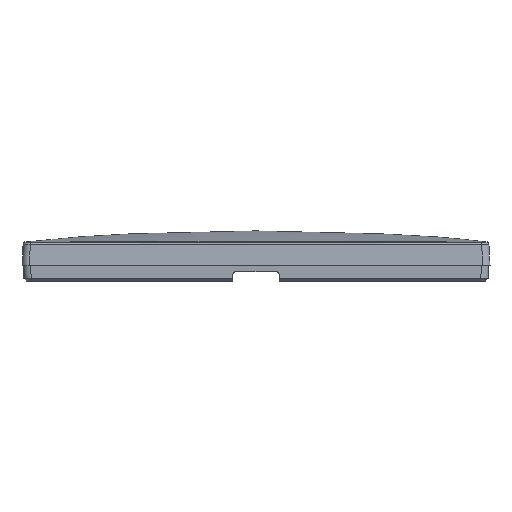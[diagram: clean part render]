
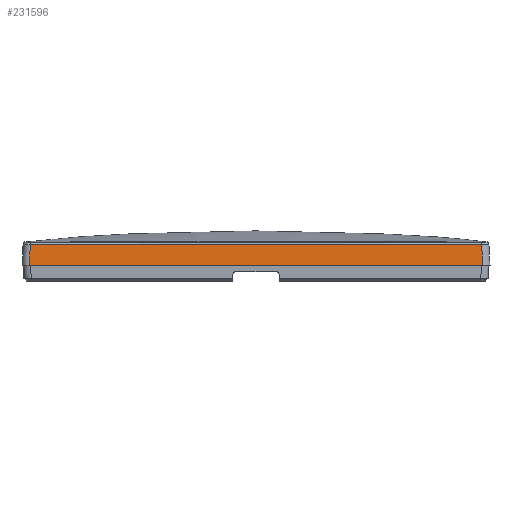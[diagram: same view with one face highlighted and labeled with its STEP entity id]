
A CAD part, left-side view. The second image highlights one B-rep face of the part: STEP entity #231596.
In plain terms, the highlighted planar face has unit normal (-0.999, 0, 0.052).
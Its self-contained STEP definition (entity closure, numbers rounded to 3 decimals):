
#231577=AXIS2_PLACEMENT_3D('Plane Axis2P3D',#231574,#231575,#231576) ;
#230407=CARTESIAN_POINT('Vertex',(63.235,214.907,143.267)) ;
#230607=CARTESIAN_POINT('Control Point',(63.235,128.125,143.267)) ;
#230608=CARTESIAN_POINT('Control Point',(63.235,129.17,143.271)) ;
#230609=CARTESIAN_POINT('Control Point',(63.235,130.214,143.275)) ;
#230610=CARTESIAN_POINT('Control Point',(63.235,131.259,143.279)) ;
#230611=CARTESIAN_POINT('Control Point',(63.236,133.543,143.287)) ;
#230612=CARTESIAN_POINT('Control Point',(63.236,135.826,143.294)) ;
#230613=CARTESIAN_POINT('Control Point',(63.236,137.143,143.298)) ;
#230614=CARTESIAN_POINT('Control Point',(63.237,139.633,143.304)) ;
#230615=CARTESIAN_POINT('Control Point',(63.237,142.123,143.31)) ;
#230616=CARTESIAN_POINT('Control Point',(63.237,143.393,143.314)) ;
#230617=CARTESIAN_POINT('Control Point',(63.237,145.916,143.319)) ;
#230618=CARTESIAN_POINT('Control Point',(63.238,148.439,143.325)) ;
#230619=CARTESIAN_POINT('Control Point',(63.238,149.625,143.327)) ;
#230620=CARTESIAN_POINT('Control Point',(63.238,155.965,143.338)) ;
#230621=CARTESIAN_POINT('Control Point',(63.239,162.304,143.343)) ;
#230622=CARTESIAN_POINT('Control Point',(63.239,167.13,143.346)) ;
#230623=CARTESIAN_POINT('Control Point',(63.239,174.696,143.347)) ;
#230624=CARTESIAN_POINT('Control Point',(63.238,182.262,143.341)) ;
#230625=CARTESIAN_POINT('Control Point',(63.238,184.816,143.339)) ;
#230626=CARTESIAN_POINT('Control Point',(63.238,189.83,143.333)) ;
#230627=CARTESIAN_POINT('Control Point',(63.238,194.844,143.325)) ;
#230628=CARTESIAN_POINT('Control Point',(63.237,197.33,143.319)) ;
#230629=CARTESIAN_POINT('Control Point',(63.237,202.371,143.308)) ;
#230630=CARTESIAN_POINT('Control Point',(63.236,207.411,143.293)) ;
#230631=CARTESIAN_POINT('Control Point',(63.236,209.856,143.286)) ;
#230632=CARTESIAN_POINT('Control Point',(63.235,212.381,143.277)) ;
#230633=CARTESIAN_POINT('Control Point',(63.235,214.907,143.267)) ;
#230634=CARTESIAN_POINT('Vertex',(63.235,128.125,143.267)) ;
#231551=CARTESIAN_POINT('Line Origine',(63.063,215.078,139.999)) ;
#231555=CARTESIAN_POINT('Vertex',(63.023,215.118,139.234)) ;
#231574=CARTESIAN_POINT('Axis2P3D Location',(63.023,171.518,139.234)) ;
#231580=CARTESIAN_POINT('Control Point',(63.023,127.914,139.234)) ;
#231581=CARTESIAN_POINT('Control Point',(63.235,128.125,143.267)) ;
#231582=CARTESIAN_POINT('Vertex',(63.023,127.914,139.234)) ;
#231585=CARTESIAN_POINT('Line Origine',(63.023,171.518,139.234)) ;
#231552=DIRECTION('Vector Direction',(0.052,-0.052,0.997)) ;
#231575=DIRECTION('Axis2P3D Direction',(-0.999,0.,0.052)) ;
#231576=DIRECTION('Axis2P3D XDirection',(0.,1.,0.)) ;
#231586=DIRECTION('Vector Direction',(0.,1.,0.)) ;
#231553=VECTOR('Line Direction',#231552,1.) ;
#231587=VECTOR('Line Direction',#231586,1.) ;
#231591=ORIENTED_EDGE('',*,*,#231584,.T.) ;
#231592=ORIENTED_EDGE('',*,*,#230636,.F.) ;
#231593=ORIENTED_EDGE('',*,*,#231557,.F.) ;
#231594=ORIENTED_EDGE('',*,*,#231589,.F.) ;
#231596=ADVANCED_FACE('PartBody',(#231595),#231578,.T.) ;
#230606=B_SPLINE_CURVE_WITH_KNOTS('',5,(#230607,#230608,#230609,#230610,#230611,#230612,#230613,#230614,#230615,#230616,#230617,#230618,#230619,#230620,#230621,#230622,#230623,#230624,#230625,#230626,#230627,#230628,#230629,#230630,#230631,#230632,#230633),.UNSPECIFIED.,.F.,.U.,(6,3,3,3,3,3,3,3,6),(27.166,34.556,43.325,52.175,61.173,97.026,114.701,132.496,150.364),.UNSPECIFIED.) ;
#231579=B_SPLINE_CURVE_WITH_KNOTS('',1,(#231580,#231581),.UNSPECIFIED.,.F.,.U.,(2,2),(-0.768,3.276),.UNSPECIFIED.) ;
#230636=EDGE_CURVE('',#230408,#230635,#230606,.F.) ;
#231557=EDGE_CURVE('',#231556,#230408,#231554,.T.) ;
#231584=EDGE_CURVE('',#231583,#230635,#231579,.T.) ;
#231589=EDGE_CURVE('',#231583,#231556,#231588,.T.) ;
#231590=EDGE_LOOP('',(#231591,#231592,#231593,#231594)) ;
#231595=FACE_OUTER_BOUND('',#231590,.T.) ;
#231554=LINE('Line',#231551,#231553) ;
#231588=LINE('Line',#231585,#231587) ;
#231578=PLANE('',#231577) ;
#230408=VERTEX_POINT('',#230407) ;
#230635=VERTEX_POINT('',#230634) ;
#231556=VERTEX_POINT('',#231555) ;
#231583=VERTEX_POINT('',#231582) ;
